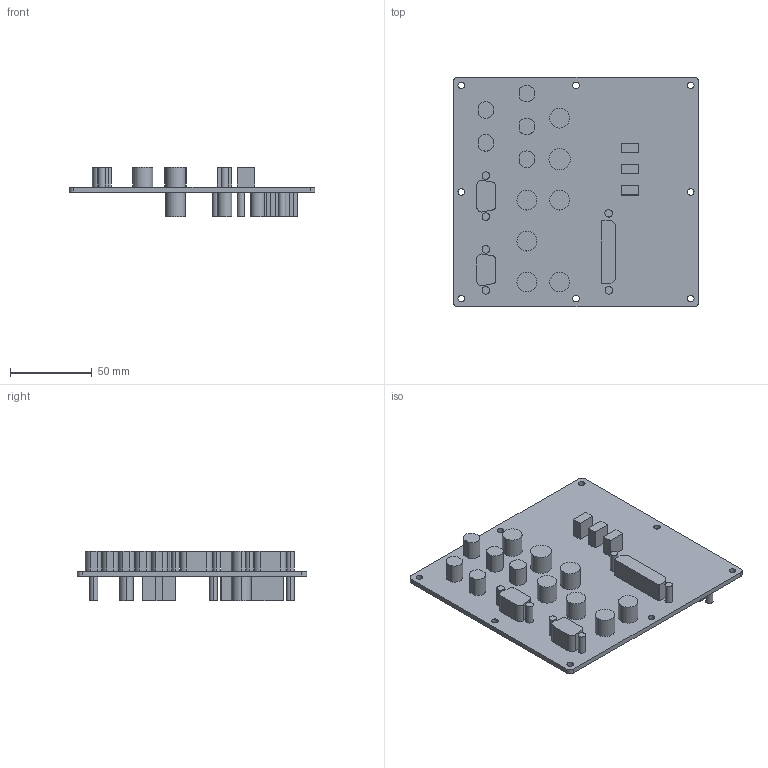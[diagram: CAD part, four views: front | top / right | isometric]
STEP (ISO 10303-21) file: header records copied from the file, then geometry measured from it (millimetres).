
FILE_DESCRIPTION (( 'STEP AP214' ), '1' );
FILE_NAME ('P0000010748.STEP', '2025-11-04T10:05:47', ( 'Microsoft' ), ( 'Microsoft' ), 'SwSTEP 2.0', 'SolidWorks 2025', '' );
FILE_SCHEMA (( 'AUTOMOTIVE_DESIGN' ));
Length unit declared in the file: millimetre
Products named in the file (1): P0000010748
Bounding box: 150 x 140 x 30 mm (x, y, z)
Volume: 103633.7 mm3; surface area: 58585.3 mm2
Topology: 1 solids, 1 shells, 181 faces, 435 edges, 290 vertices
Faces by surface type: plane 101, cylinder 80
Entity records: 5364 total; most frequent: DIRECTION 959, CARTESIAN_POINT 907, ORIENTED_EDGE 870, EDGE_CURVE 435, AXIS2_PLACEMENT_3D 342, VERTEX_POINT 290, LINE 275, VECTOR 275
